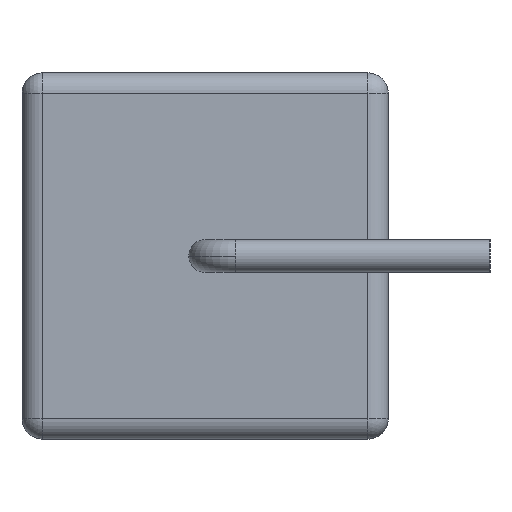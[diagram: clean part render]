
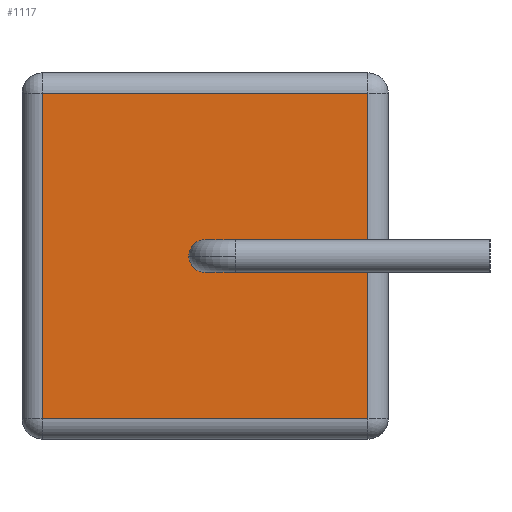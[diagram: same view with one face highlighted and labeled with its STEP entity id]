
A CAD part, left-side view. The second image highlights one B-rep face of the part: STEP entity #1117.
In plain terms, the highlighted planar face has unit normal (-1, 0, 0).
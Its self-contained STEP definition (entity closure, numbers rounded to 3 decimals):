
#3 = CIRCLE ( 'NONE', #513, 0.4 ) ;
#17 = CIRCLE ( 'NONE', #833, 0.4 ) ;
#34 = CARTESIAN_POINT ( 'NONE',  ( -12.5, 9., 4.5 ) ) ;
#37 = LINE ( 'NONE', #124, #958 ) ;
#76 = VERTEX_POINT ( 'NONE', #240 ) ;
#105 = DIRECTION ( 'NONE',  ( 0., 1., 0. ) ) ;
#124 = CARTESIAN_POINT ( 'NONE',  ( -12.5, 1., 4.5 ) ) ;
#127 = ORIENTED_EDGE ( 'NONE', *, *, #1013, .T. ) ;
#128 = VERTEX_POINT ( 'NONE', #776 ) ;
#156 = EDGE_LOOP ( 'NONE', ( #127, #552, #297, #1108 ) ) ;
#157 = EDGE_CURVE ( 'NONE', #896, #692, #409, .T. ) ;
#166 = DIRECTION ( 'NONE',  ( 0., 1., 0. ) ) ;
#240 = CARTESIAN_POINT ( 'NONE',  ( -12.5, 5., -0.4 ) ) ;
#260 = CARTESIAN_POINT ( 'NONE',  ( -12.5, 9., -4. ) ) ;
#280 = VECTOR ( 'NONE', #353, 1000. ) ;
#297 = ORIENTED_EDGE ( 'NONE', *, *, #157, .T. ) ;
#353 = DIRECTION ( 'NONE',  ( 0., 1., 0. ) ) ;
#374 = DIRECTION ( 'NONE',  ( 1., 0., 0. ) ) ;
#409 = LINE ( 'NONE', #600, #280 ) ;
#414 = DIRECTION ( 'NONE',  ( 0., 0., -1. ) ) ;
#472 = DIRECTION ( 'NONE',  ( 1., 0., 0. ) ) ;
#473 = ORIENTED_EDGE ( 'NONE', *, *, #1002, .T. ) ;
#480 = CARTESIAN_POINT ( 'NONE',  ( -12.5, 9.5, -4. ) ) ;
#487 = DIRECTION ( 'NONE',  ( 1., 0., 0. ) ) ;
#513 = AXIS2_PLACEMENT_3D ( 'NONE', #516, #374, #166 ) ;
#516 = CARTESIAN_POINT ( 'NONE',  ( -12.5, 5., 0. ) ) ;
#543 = VECTOR ( 'NONE', #414, 1000. ) ;
#551 = VECTOR ( 'NONE', #563, 1000. ) ;
#552 = ORIENTED_EDGE ( 'NONE', *, *, #758, .T. ) ;
#559 = CARTESIAN_POINT ( 'NONE',  ( -12.5, 5., 0. ) ) ;
#563 = DIRECTION ( 'NONE',  ( 0., -1., 0. ) ) ;
#580 = FACE_BOUND ( 'NONE', #747, .T. ) ;
#600 = CARTESIAN_POINT ( 'NONE',  ( -12.5, 9.5, 4. ) ) ;
#634 = VERTEX_POINT ( 'NONE', #811 ) ;
#644 = DIRECTION ( 'NONE',  ( 0., 0., 1. ) ) ;
#653 = DIRECTION ( 'NONE',  ( 0., 1., 0. ) ) ;
#692 = VERTEX_POINT ( 'NONE', #921 ) ;
#715 = EDGE_CURVE ( 'NONE', #692, #927, #826, .T. ) ;
#741 = CARTESIAN_POINT ( 'NONE',  ( -12.5, 9.5, 4.5 ) ) ;
#746 = PLANE ( 'NONE',  #987 ) ;
#747 = EDGE_LOOP ( 'NONE', ( #473, #976 ) ) ;
#758 = EDGE_CURVE ( 'NONE', #128, #896, #37, .T. ) ;
#776 = CARTESIAN_POINT ( 'NONE',  ( -12.5, 1., -4. ) ) ;
#811 = CARTESIAN_POINT ( 'NONE',  ( -12.5, 5., 0.4 ) ) ;
#826 = LINE ( 'NONE', #34, #543 ) ;
#833 = AXIS2_PLACEMENT_3D ( 'NONE', #559, #472, #105 ) ;
#855 = EDGE_CURVE ( 'NONE', #634, #76, #3, .T. ) ;
#896 = VERTEX_POINT ( 'NONE', #962 ) ;
#921 = CARTESIAN_POINT ( 'NONE',  ( -12.5, 9., 4. ) ) ;
#927 = VERTEX_POINT ( 'NONE', #260 ) ;
#958 = VECTOR ( 'NONE', #644, 1000. ) ;
#962 = CARTESIAN_POINT ( 'NONE',  ( -12.5, 1., 4. ) ) ;
#971 = LINE ( 'NONE', #480, #551 ) ;
#976 = ORIENTED_EDGE ( 'NONE', *, *, #855, .T. ) ;
#987 = AXIS2_PLACEMENT_3D ( 'NONE', #741, #487, #653 ) ;
#1002 = EDGE_CURVE ( 'NONE', #76, #634, #17, .T. ) ;
#1013 = EDGE_CURVE ( 'NONE', #927, #128, #971, .T. ) ;
#1036 = FACE_OUTER_BOUND ( 'NONE', #156, .T. ) ;
#1108 = ORIENTED_EDGE ( 'NONE', *, *, #715, .T. ) ;
#1117 = ADVANCED_FACE ( 'NONE', ( #580, #1036 ), #746, .F. ) ;
